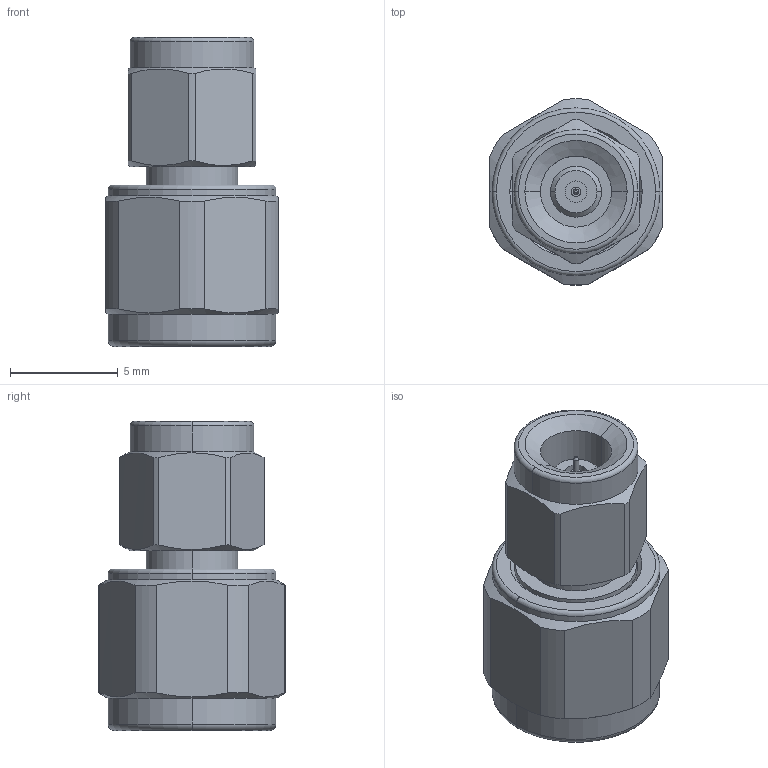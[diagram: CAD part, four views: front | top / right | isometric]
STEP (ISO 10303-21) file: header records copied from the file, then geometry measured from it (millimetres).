
FILE_DESCRIPTION (( 'STEP AP203' ), '1' );
FILE_NAME ('CT-EM1M-LN2.STEP', '2020-09-25T20:12:59', ( '' ), ( '' ), 'SwSTEP 2.0', 'SolidWorks 2020', '' );
FILE_SCHEMA (( 'CONFIG_CONTROL_DESIGN' ));
Length unit declared in the file: inch
Products named in the file (7): ____2.STEP; 1.35-1.0-247.STEP; 1.0-1.35-034.STEP; ____3.STEP; 1.35-1.0-JJ-S.STEP; CT-EM1M-LN2; 1.35-1.0-J-930.STEP
Assembly tree (6 placements, depth 3):
  CT-EM1M-LN2
    1.35-1.0-JJ-S.STEP
      1.0-1.35-034.STEP
      ____2.STEP
      ____3.STEP
      1.35-1.0-J-930.STEP
      1.35-1.0-247.STEP
Bounding box: 8 x 8.64 x 14.35 mm (x, y, z)
Volume: 463 mm3; surface area: 922.8 mm2
Topology: 5 solids, 5 shells, 151 faces, 332 edges, 208 vertices
Faces by surface type: cylinder 72, plane 43, cone 30, torus 6
Entity records: 5363 total; most frequent: CARTESIAN_POINT 1181, DIRECTION 796, ORIENTED_EDGE 664, AXIS2_PLACEMENT_3D 335, EDGE_CURVE 332, VERTEX_POINT 208, CIRCLE 174, EDGE_LOOP 172
